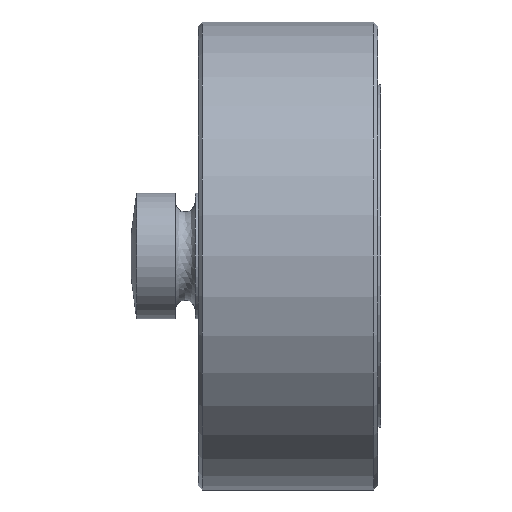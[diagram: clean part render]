
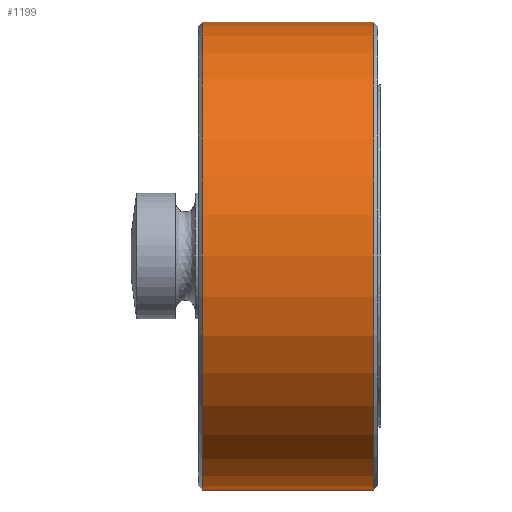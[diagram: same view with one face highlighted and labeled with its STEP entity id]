
A CAD part, left-side view. The second image highlights one B-rep face of the part: STEP entity #1199.
In plain terms, the highlighted cylindrical face has radius 41 mm (diameter 82 mm), a partial arc.
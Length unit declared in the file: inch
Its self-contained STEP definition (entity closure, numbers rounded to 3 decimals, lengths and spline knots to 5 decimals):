
#27 = CARTESIAN_POINT ( 'NONE',  ( 0., 1.23031, 1.61417 ) ) ;
#40 = CARTESIAN_POINT ( 'NONE',  ( 0., 1.25984, -1.61417 ) ) ;
#195 = ORIENTED_EDGE ( 'NONE', *, *, #1387, .T. ) ;
#263 = CYLINDRICAL_SURFACE ( 'NONE', #1763, 1.61417 ) ;
#560 = EDGE_LOOP ( 'NONE', ( #1867, #1396, #195, #1829 ) ) ;
#803 = EDGE_CURVE ( 'NONE', #2482, #2111, #2085, .T. ) ;
#853 = CARTESIAN_POINT ( 'NONE',  ( 0., 0.04921, -1.61417 ) ) ;
#983 = DIRECTION ( 'NONE',  ( 0., 1., 0. ) ) ;
#1003 = CARTESIAN_POINT ( 'NONE',  ( 0., 0.04921, 0. ) ) ;
#1177 = VERTEX_POINT ( 'NONE', #27 ) ;
#1199 = ADVANCED_FACE ( 'NONE', ( #2294 ), #263, .T. ) ;
#1204 = DIRECTION ( 'NONE',  ( 0., 1., 0. ) ) ;
#1272 = CARTESIAN_POINT ( 'NONE',  ( 0., 1.23031, 0. ) ) ;
#1387 = EDGE_CURVE ( 'NONE', #2345, #1177, #2816, .T. ) ;
#1396 = ORIENTED_EDGE ( 'NONE', *, *, #2771, .T. ) ;
#1453 = CARTESIAN_POINT ( 'NONE',  ( 0., 1.25984, 1.61417 ) ) ;
#1457 = AXIS2_PLACEMENT_3D ( 'NONE', #1003, #2113, #1891 ) ;
#1643 = CIRCLE ( 'NONE', #1980, 1.61417 ) ;
#1744 = CARTESIAN_POINT ( 'NONE',  ( 0., 1.23031, -1.61417 ) ) ;
#1763 = AXIS2_PLACEMENT_3D ( 'NONE', #2015, #2058, #2912 ) ;
#1829 = ORIENTED_EDGE ( 'NONE', *, *, #2582, .F. ) ;
#1867 = ORIENTED_EDGE ( 'NONE', *, *, #803, .F. ) ;
#1891 = DIRECTION ( 'NONE',  ( 0., 0., 1. ) ) ;
#1980 = AXIS2_PLACEMENT_3D ( 'NONE', #1272, #2825, #2338 ) ;
#2015 = CARTESIAN_POINT ( 'NONE',  ( 0., 1.25984, 0. ) ) ;
#2058 = DIRECTION ( 'NONE',  ( 0., 1., 0. ) ) ;
#2085 = LINE ( 'NONE', #40, #2615 ) ;
#2111 = VERTEX_POINT ( 'NONE', #1744 ) ;
#2113 = DIRECTION ( 'NONE',  ( 0., 1., 0. ) ) ;
#2279 = VECTOR ( 'NONE', #983, 39.37008 ) ;
#2294 = FACE_OUTER_BOUND ( 'NONE', #560, .T. ) ;
#2338 = DIRECTION ( 'NONE',  ( 0., 0., -1. ) ) ;
#2345 = VERTEX_POINT ( 'NONE', #2361 ) ;
#2361 = CARTESIAN_POINT ( 'NONE',  ( 0., 0.04921, 1.61417 ) ) ;
#2482 = VERTEX_POINT ( 'NONE', #853 ) ;
#2582 = EDGE_CURVE ( 'NONE', #2111, #1177, #1643, .T. ) ;
#2595 = CIRCLE ( 'NONE', #1457, 1.61417 ) ;
#2615 = VECTOR ( 'NONE', #1204, 39.37008 ) ;
#2771 = EDGE_CURVE ( 'NONE', #2482, #2345, #2595, .T. ) ;
#2816 = LINE ( 'NONE', #1453, #2279 ) ;
#2825 = DIRECTION ( 'NONE',  ( 0., 1., 0. ) ) ;
#2912 = DIRECTION ( 'NONE',  ( 0., 0., 1. ) ) ;
